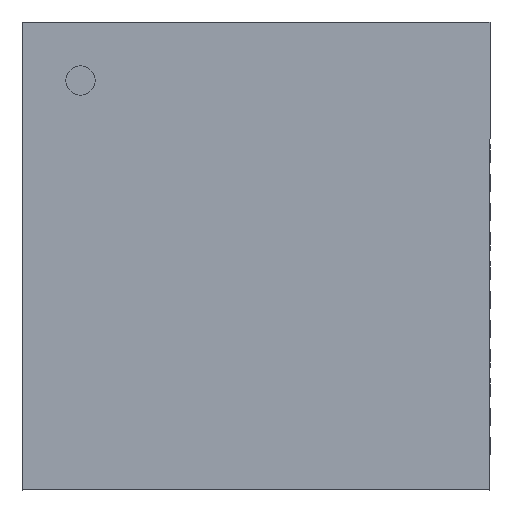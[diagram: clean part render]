
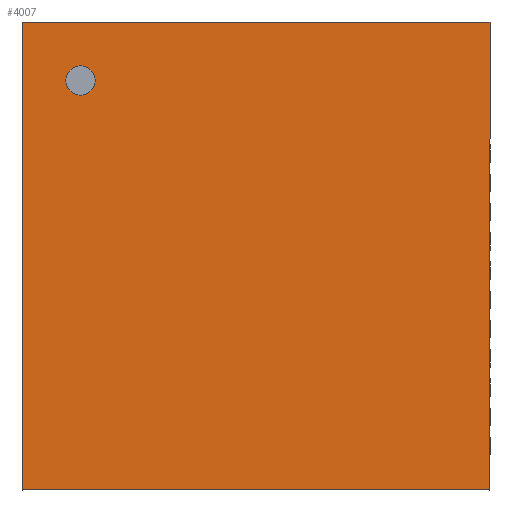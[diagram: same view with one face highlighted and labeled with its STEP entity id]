
A CAD part, front view. The second image highlights one B-rep face of the part: STEP entity #4007.
In plain terms, the highlighted planar face has unit normal (0, -1, 0).
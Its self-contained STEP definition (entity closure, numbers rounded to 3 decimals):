
#302 = FACE_BOUND ( 'NONE', #7288, .T. ) ;
#933 = DIRECTION ( 'NONE',  ( 0., 0., 1. ) ) ;
#975 = EDGE_CURVE ( 'NONE', #12658, #8463, #15084, .T. ) ;
#1238 = DIRECTION ( 'NONE',  ( 1., 0., 0. ) ) ;
#1608 = EDGE_CURVE ( 'NONE', #7457, #3769, #12447, .T. ) ;
#1648 = CARTESIAN_POINT ( 'NONE',  ( 0., -1., 0. ) ) ;
#1823 = VERTEX_POINT ( 'NONE', #4212 ) ;
#1915 = LINE ( 'NONE', #15212, #2161 ) ;
#2161 = VECTOR ( 'NONE', #11570, 1000. ) ;
#2662 = LINE ( 'NONE', #7432, #13370 ) ;
#3769 = VERTEX_POINT ( 'NONE', #9783 ) ;
#3957 = EDGE_LOOP ( 'NONE', ( #8783, #7540, #6682, #11052 ) ) ;
#3972 = CARTESIAN_POINT ( 'NONE',  ( -3., -1., 3. ) ) ;
#4007 = ADVANCED_FACE ( 'NONE', ( #302, #7533 ), #12502, .F. ) ;
#4212 = CARTESIAN_POINT ( 'NONE',  ( 4., -1., 4. ) ) ;
#4338 = VECTOR ( 'NONE', #933, 1000. ) ;
#4713 = CARTESIAN_POINT ( 'NONE',  ( -3., -1., 2.75 ) ) ;
#5255 = CARTESIAN_POINT ( 'NONE',  ( 4., -1., -4. ) ) ;
#5268 = DIRECTION ( 'NONE',  ( 0., 0., -1. ) ) ;
#5500 = CARTESIAN_POINT ( 'NONE',  ( -4., -1., -4. ) ) ;
#6394 = DIRECTION ( 'NONE',  ( 0., -1., 0. ) ) ;
#6682 = ORIENTED_EDGE ( 'NONE', *, *, #975, .F. ) ;
#6902 = VERTEX_POINT ( 'NONE', #5255 ) ;
#7288 = EDGE_LOOP ( 'NONE', ( #13592, #15673 ) ) ;
#7359 = AXIS2_PLACEMENT_3D ( 'NONE', #3972, #6394, #5268 ) ;
#7432 = CARTESIAN_POINT ( 'NONE',  ( -4., -1., 4. ) ) ;
#7457 = VERTEX_POINT ( 'NONE', #4713 ) ;
#7533 = FACE_OUTER_BOUND ( 'NONE', #3957, .T. ) ;
#7540 = ORIENTED_EDGE ( 'NONE', *, *, #15250, .F. ) ;
#8122 = DIRECTION ( 'NONE',  ( 0., -1., 0. ) ) ;
#8463 = VERTEX_POINT ( 'NONE', #15133 ) ;
#8505 = EDGE_CURVE ( 'NONE', #1823, #6902, #1915, .T. ) ;
#8783 = ORIENTED_EDGE ( 'NONE', *, *, #8505, .F. ) ;
#8860 = CIRCLE ( 'NONE', #7359, 0.25 ) ;
#9394 = CARTESIAN_POINT ( 'NONE',  ( -3., -1., 3. ) ) ;
#9486 = DIRECTION ( 'NONE',  ( 0., 0., -1. ) ) ;
#9783 = CARTESIAN_POINT ( 'NONE',  ( -3., -1., 3.25 ) ) ;
#9926 = DIRECTION ( 'NONE',  ( 0., 1., 0. ) ) ;
#11052 = ORIENTED_EDGE ( 'NONE', *, *, #13234, .F. ) ;
#11246 = LINE ( 'NONE', #14963, #14011 ) ;
#11570 = DIRECTION ( 'NONE',  ( 0., 0., -1. ) ) ;
#12447 = CIRCLE ( 'NONE', #14471, 0.25 ) ;
#12462 = EDGE_CURVE ( 'NONE', #3769, #7457, #8860, .T. ) ;
#12502 = PLANE ( 'NONE',  #14689 ) ;
#12658 = VERTEX_POINT ( 'NONE', #5500 ) ;
#12872 = CARTESIAN_POINT ( 'NONE',  ( -4., -1., -4. ) ) ;
#13234 = EDGE_CURVE ( 'NONE', #6902, #12658, #11246, .T. ) ;
#13370 = VECTOR ( 'NONE', #1238, 1000. ) ;
#13592 = ORIENTED_EDGE ( 'NONE', *, *, #1608, .F. ) ;
#13712 = DIRECTION ( 'NONE',  ( -1., 0., 0. ) ) ;
#14011 = VECTOR ( 'NONE', #13712, 1000. ) ;
#14471 = AXIS2_PLACEMENT_3D ( 'NONE', #9394, #8122, #9486 ) ;
#14689 = AXIS2_PLACEMENT_3D ( 'NONE', #1648, #9926, #14712 ) ;
#14712 = DIRECTION ( 'NONE',  ( 0., 0., 1. ) ) ;
#14963 = CARTESIAN_POINT ( 'NONE',  ( -4., -1., -4. ) ) ;
#15084 = LINE ( 'NONE', #12872, #4338 ) ;
#15133 = CARTESIAN_POINT ( 'NONE',  ( -4., -1., 4. ) ) ;
#15212 = CARTESIAN_POINT ( 'NONE',  ( 4., -1., -4. ) ) ;
#15250 = EDGE_CURVE ( 'NONE', #8463, #1823, #2662, .T. ) ;
#15673 = ORIENTED_EDGE ( 'NONE', *, *, #12462, .F. ) ;
